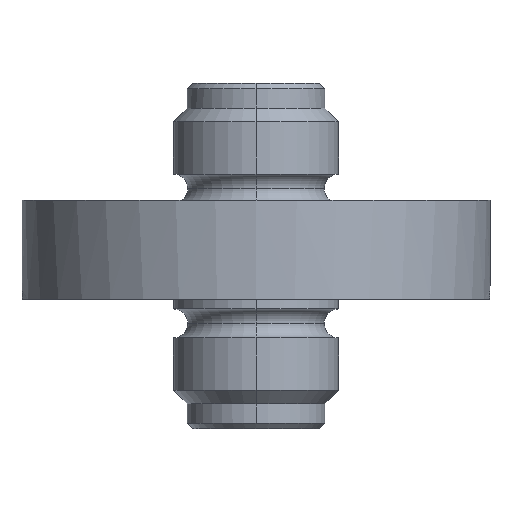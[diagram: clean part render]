
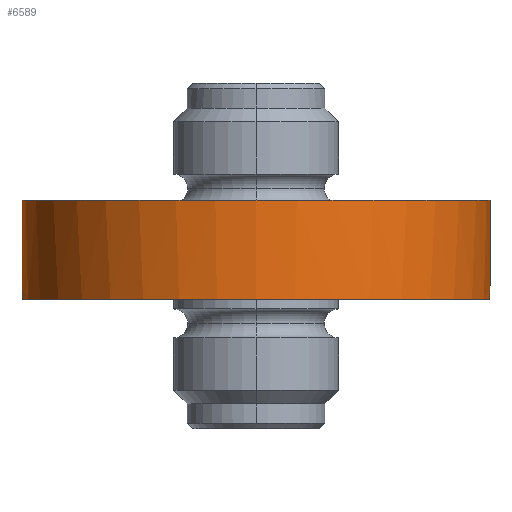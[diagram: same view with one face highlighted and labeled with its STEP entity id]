
A CAD part, left-side view. The second image highlights one B-rep face of the part: STEP entity #6589.
In plain terms, the highlighted cylindrical face has radius 17 mm (diameter 34 mm), a partial arc.
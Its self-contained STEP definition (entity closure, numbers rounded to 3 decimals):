
#172 = VERTEX_POINT ( 'NONE', #3168 ) ;
#440 = CARTESIAN_POINT ( 'NONE',  ( 0.131, -1., -17. ) ) ;
#642 = DIRECTION ( 'NONE',  ( 0., 0., 1. ) ) ;
#730 = AXIS2_PLACEMENT_3D ( 'NONE', #2962, #2055, #1933 ) ;
#738 = VERTEX_POINT ( 'NONE', #3159 ) ;
#822 = CARTESIAN_POINT ( 'NONE',  ( 0.974, -0.262, 16.972 ) ) ;
#1640 = CARTESIAN_POINT ( 'NONE',  ( 0., -1., 17. ) ) ;
#1744 = CARTESIAN_POINT ( 'NONE',  ( 1., 0., 16.971 ) ) ;
#1805 = AXIS2_PLACEMENT_3D ( 'NONE', #5035, #11413, #5939 ) ;
#1933 = DIRECTION ( 'NONE',  ( 0., 0., 1. ) ) ;
#2055 = DIRECTION ( 'NONE',  ( 0., 1., 0. ) ) ;
#2150 = ORIENTED_EDGE ( 'NONE', *, *, #10030, .T. ) ;
#2184 = ORIENTED_EDGE ( 'NONE', *, *, #9597, .F. ) ;
#2288 = CARTESIAN_POINT ( 'NONE',  ( 0., -1., -17. ) ) ;
#2417 = LINE ( 'NONE', #8259, #7285 ) ;
#2504 = CARTESIAN_POINT ( 'NONE',  ( 1., 0., 16.971 ) ) ;
#2806 = DIRECTION ( 'NONE',  ( 0., 1., 0. ) ) ;
#2962 = CARTESIAN_POINT ( 'NONE',  ( 0., -7.2, 0. ) ) ;
#3159 = CARTESIAN_POINT ( 'NONE',  ( 0., -7.2, 17. ) ) ;
#3168 = CARTESIAN_POINT ( 'NONE',  ( 0., -7.2, -17. ) ) ;
#3559 = VERTEX_POINT ( 'NONE', #8699 ) ;
#3645 = EDGE_CURVE ( 'NONE', #172, #9344, #10922, .T. ) ;
#3655 = VECTOR ( 'NONE', #9538, 1000. ) ;
#3711 = B_SPLINE_CURVE_WITH_KNOTS ( 'NONE', 3,
 ( #1640, #4303, #4419, #10798, #5331, #11710, #6222, #822, #7153, #1744 ),
 .UNSPECIFIED., .F., .F.,
 ( 4, 2, 2, 2, 4 ),
 ( 0.002, 0.002, 0.002, 0.003, 0.003 ),
 .UNSPECIFIED. ) ;
#4028 = CARTESIAN_POINT ( 'NONE',  ( 0.873, -0.504, -16.978 ) ) ;
#4050 = VERTEX_POINT ( 'NONE', #4555 ) ;
#4303 = CARTESIAN_POINT ( 'NONE',  ( 0.13, -1., 17. ) ) ;
#4405 = ORIENTED_EDGE ( 'NONE', *, *, #8360, .F. ) ;
#4419 = CARTESIAN_POINT ( 'NONE',  ( 0.261, -0.974, 16.998 ) ) ;
#4555 = CARTESIAN_POINT ( 'NONE',  ( 0., -1., 17. ) ) ;
#4932 = CARTESIAN_POINT ( 'NONE',  ( 0.615, -0.8, -16.989 ) ) ;
#5035 = CARTESIAN_POINT ( 'NONE',  ( 0., -7.2, 0. ) ) ;
#5331 = CARTESIAN_POINT ( 'NONE',  ( 0.614, -0.801, 16.989 ) ) ;
#5842 = CARTESIAN_POINT ( 'NONE',  ( 0.262, -0.974, -16.998 ) ) ;
#5939 = DIRECTION ( 'NONE',  ( 0., 0., 1. ) ) ;
#6027 = DIRECTION ( 'NONE',  ( 0., 1., 0. ) ) ;
#6222 = CARTESIAN_POINT ( 'NONE',  ( 0.874, -0.504, 16.978 ) ) ;
#6589 = ADVANCED_FACE ( 'NONE', ( #8434 ), #10258, .T. ) ;
#6690 = CIRCLE ( 'NONE', #9574, 17. ) ;
#6728 = VERTEX_POINT ( 'NONE', #2504 ) ;
#6733 = CARTESIAN_POINT ( 'NONE',  ( 0., -1., -17. ) ) ;
#6776 = EDGE_CURVE ( 'NONE', #4050, #6728, #3711, .T. ) ;
#7153 = CARTESIAN_POINT ( 'NONE',  ( 1., -0.132, 16.971 ) ) ;
#7285 = VECTOR ( 'NONE', #2806, 1000. ) ;
#8259 = CARTESIAN_POINT ( 'NONE',  ( 0., -7.2, 17. ) ) ;
#8289 = ORIENTED_EDGE ( 'NONE', *, *, #9537, .F. ) ;
#8360 = EDGE_CURVE ( 'NONE', #738, #4050, #2417, .T. ) ;
#8364 = ORIENTED_EDGE ( 'NONE', *, *, #6776, .F. ) ;
#8374 = CARTESIAN_POINT ( 'NONE',  ( 1., -0.132, -16.971 ) ) ;
#8434 = FACE_OUTER_BOUND ( 'NONE', #11637, .T. ) ;
#8577 = CARTESIAN_POINT ( 'NONE',  ( 1., 0., -16.971 ) ) ;
#8699 = CARTESIAN_POINT ( 'NONE',  ( 1., 0., -16.971 ) ) ;
#9344 = VERTEX_POINT ( 'NONE', #2288 ) ;
#9445 = CARTESIAN_POINT ( 'NONE',  ( 0., -7.2, -17. ) ) ;
#9484 = CARTESIAN_POINT ( 'NONE',  ( 0.974, -0.262, -16.972 ) ) ;
#9537 = EDGE_CURVE ( 'NONE', #3559, #9344, #11513, .T. ) ;
#9538 = DIRECTION ( 'NONE',  ( 0., 1., 0. ) ) ;
#9574 = AXIS2_PLACEMENT_3D ( 'NONE', #11507, #6027, #642 ) ;
#9597 = EDGE_CURVE ( 'NONE', #6728, #3559, #6690, .T. ) ;
#10030 = EDGE_CURVE ( 'NONE', #738, #172, #10307, .T. ) ;
#10258 = CYLINDRICAL_SURFACE ( 'NONE', #730, 17. ) ;
#10307 = CIRCLE ( 'NONE', #1805, 17. ) ;
#10388 = CARTESIAN_POINT ( 'NONE',  ( 0.799, -0.615, -16.981 ) ) ;
#10798 = CARTESIAN_POINT ( 'NONE',  ( 0.503, -0.874, 16.993 ) ) ;
#10922 = LINE ( 'NONE', #9445, #3655 ) ;
#11314 = CARTESIAN_POINT ( 'NONE',  ( 0.503, -0.874, -16.993 ) ) ;
#11413 = DIRECTION ( 'NONE',  ( 0., 1., 0. ) ) ;
#11507 = CARTESIAN_POINT ( 'NONE',  ( 0., 0., 0. ) ) ;
#11513 = B_SPLINE_CURVE_WITH_KNOTS ( 'NONE', 3,
 ( #8577, #8374, #9484, #4028, #10388, #4932, #11314, #5842, #440, #6733 ),
 .UNSPECIFIED., .F., .F.,
 ( 4, 2, 2, 2, 4 ),
 ( 0., 0., 0.001, 0.001, 0.002 ),
 .UNSPECIFIED. ) ;
#11637 = EDGE_LOOP ( 'NONE', ( #2150, #11741, #8289, #2184, #8364, #4405 ) ) ;
#11710 = CARTESIAN_POINT ( 'NONE',  ( 0.8, -0.614, 16.981 ) ) ;
#11741 = ORIENTED_EDGE ( 'NONE', *, *, #3645, .T. ) ;
